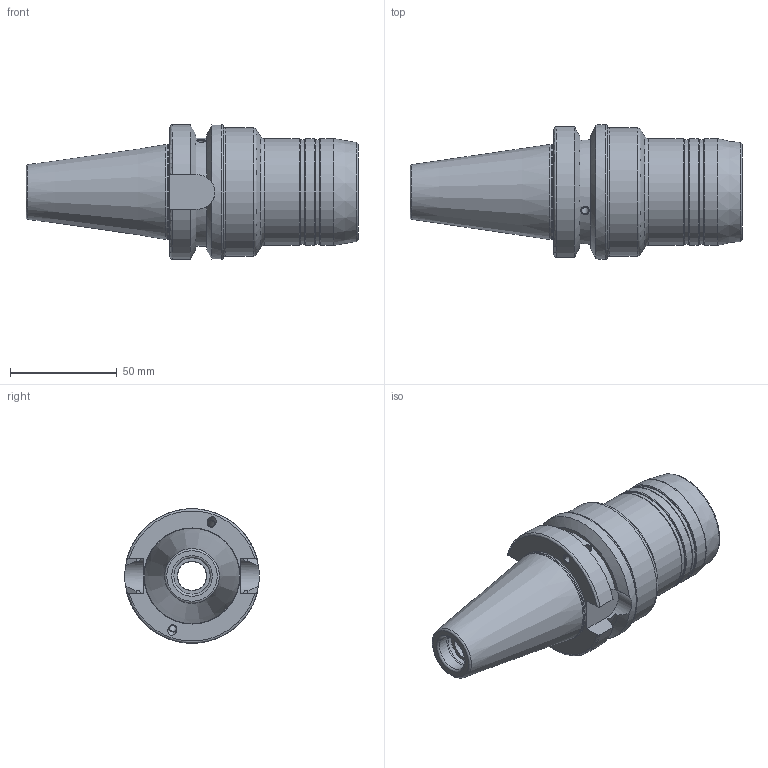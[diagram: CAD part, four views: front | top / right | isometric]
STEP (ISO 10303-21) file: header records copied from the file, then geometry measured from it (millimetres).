
FILE_DESCRIPTION(/* description */ (''),/* implementation_level */ '2;1');
FILE_NAME(/* name */ '156100.stp',/* time_stamp */ '2021-06-28T09:57:35+09:00',/* author */ ('eos'),/* organization */ (''),/* preprocessor_version */ 'ST-DEVELOPER v18.1',/* originating_system */ 'Autodesk Inventor 2020',/* authorisation */ '');
FILE_SCHEMA (('AUTOMOTIVE_DESIGN { 1 0 10303 214 3 1 1 }'));
Length unit declared in the file: millimetre
Products named in the file (1): BT40
Bounding box: 155.4 x 63 x 63 mm (x, y, z)
Volume: 223355.1 mm3; surface area: 37902.7 mm2
Topology: 1 solids, 1 shells, 89 faces, 268 edges, 185 vertices
Faces by surface type: cylinder 33, plane 20, torus 19, cone 17
Full cylindrical faces by diameter (mm): 3.242 x8, 4 x4, 13.5 x1, 13.835 x1, 14.917 x1, 17 x1, 17.6 x1, 25.4 x1, 25.8 x1, 44 x1, 49 x2, 50 x3, 60 x1, 63 x1
Entity records: 3375 total; most frequent: CARTESIAN_POINT 780, DIRECTION 588, ORIENTED_EDGE 532, EDGE_CURVE 266, AXIS2_PLACEMENT_3D 259, VERTEX_POINT 185, CIRCLE 151, EDGE_LOOP 105
